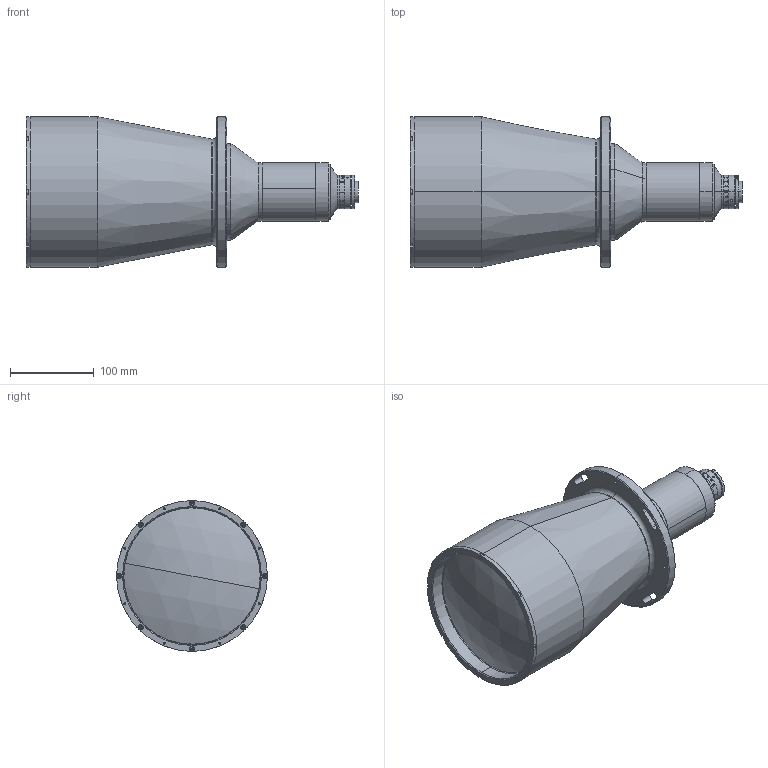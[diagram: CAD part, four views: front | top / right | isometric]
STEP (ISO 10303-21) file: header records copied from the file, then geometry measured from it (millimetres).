
FILE_DESCRIPTION (( 'STEP AP203' ), '1' );
FILE_NAME ('XF-PTL15208-00528-320C-(HD).STEP', '2018-12-24T02:18:00', ( 'lawlynn' ), ( '' ), 'SwSTEP 2.0', 'SolidWorks 2014', '' );
FILE_SCHEMA (( 'CONFIG_CONTROL_DESIGN' ));
Length unit declared in the file: millimetre
Products named in the file (1): XF-PTL15208-00528-320C-(HD)
Bounding box: 396.84 x 180 x 180 mm (x, y, z)
Surface area: 248063 mm2 (no closed solid volume)
Topology: 0 solids, 47 shells, 302 faces, 1365 edges, 1095 vertices
Faces by surface type: cylinder 134, plane 102, cone 44, torus 18, sphere 2, bspline 2
Entity records: 20247 total; most frequent: CARTESIAN_POINT 9377, DIRECTION 2218, ORIENTED_EDGE 1938, EDGE_CURVE 1353, VERTEX_POINT 1095, AXIS2_PLACEMENT_3D 848, CIRCLE 547, VECTOR 522
